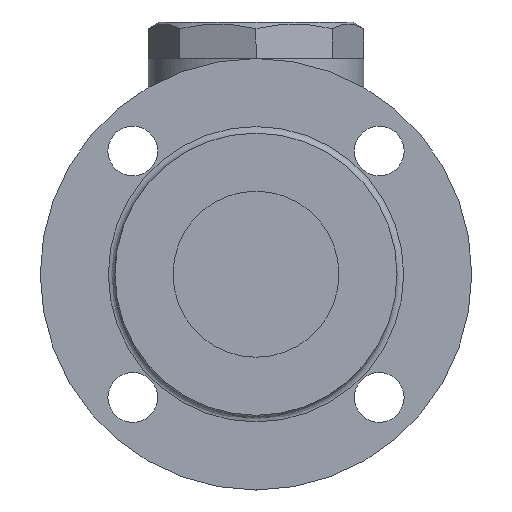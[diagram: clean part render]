
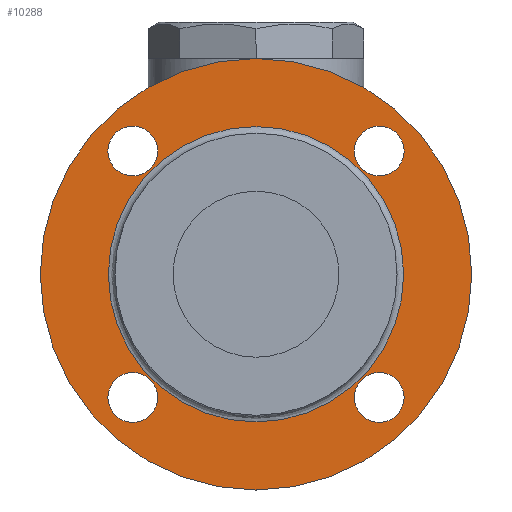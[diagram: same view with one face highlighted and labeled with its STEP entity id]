
A CAD part, left-side view. The second image highlights one B-rep face of the part: STEP entity #10288.
In plain terms, the highlighted planar face has unit normal (-1, 0, 0).
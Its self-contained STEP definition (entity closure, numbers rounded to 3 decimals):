
#10142=CARTESIAN_POINT('',(-98.,0.,65.));
#10143=VERTEX_POINT('',#10142);
#10144=CARTESIAN_POINT('',(-98.0,0.0,0.));
#10145=DIRECTION('',(1.0,0.0,0.0));
#10146=DIRECTION('',(0.0,0.0,-1.0));
#10147=AXIS2_PLACEMENT_3D('',#10144,#10145,#10146);
#10148=CIRCLE('',#10147,65.0);
#10149=EDGE_CURVE('',#10143,#10143,#10148,.T.);
#10210=CARTESIAN_POINT('',(-98.,0.,44.5));
#10211=VERTEX_POINT('',#10210);
#10212=CARTESIAN_POINT('',(-98.0,0.0,0.));
#10213=DIRECTION('',(-1.0,0.0,0.0));
#10214=DIRECTION('',(0.0,0.0,-1.0));
#10215=AXIS2_PLACEMENT_3D('',#10212,#10213,#10214);
#10216=CIRCLE('',#10215,44.5);
#10217=EDGE_CURVE('',#10211,#10211,#10216,.T.);
#10233=CARTESIAN_POINT('',(-98.0,0.0,0.));
#10234=DIRECTION('',(1.0,0.0,0.0));
#10235=DIRECTION('',(0.0,0.0,-1.0));
#10236=AXIS2_PLACEMENT_3D('',#10233,#10234,#10235);
#10237=PLANE('',#10236);
#10238=ORIENTED_EDGE('',*,*,#10149,.F.);
#10239=EDGE_LOOP('',(#10238));
#10240=FACE_OUTER_BOUND('',#10239,.T.);
#10241=CARTESIAN_POINT('',(-98.,-37.123,44.623));
#10242=VERTEX_POINT('',#10241);
#10243=CARTESIAN_POINT('',(-98.0,-37.123,37.123));
#10244=DIRECTION('',(1.0,0.0,0.0));
#10245=DIRECTION('',(0.0,0.0,1.0));
#10246=AXIS2_PLACEMENT_3D('',#10243,#10244,#10245);
#10247=CIRCLE('',#10246,7.5);
#10248=EDGE_CURVE('',#10242,#10242,#10247,.T.);
#10249=ORIENTED_EDGE('',*,*,#10248,.T.);
#10250=EDGE_LOOP('',(#10249));
#10251=FACE_BOUND('',#10250,.T.);
#10252=CARTESIAN_POINT('',(-98.,-44.623,-37.123));
#10253=VERTEX_POINT('',#10252);
#10254=CARTESIAN_POINT('',(-98.,-37.123,-37.123));
#10255=DIRECTION('',(1.0,0.0,0.0));
#10256=DIRECTION('',(0.0,-1.0,0.0));
#10257=AXIS2_PLACEMENT_3D('',#10254,#10255,#10256);
#10258=CIRCLE('',#10257,7.5);
#10259=EDGE_CURVE('',#10253,#10253,#10258,.T.);
#10260=ORIENTED_EDGE('',*,*,#10259,.T.);
#10261=EDGE_LOOP('',(#10260));
#10262=FACE_BOUND('',#10261,.T.);
#10263=CARTESIAN_POINT('',(-98.,37.123,-44.623));
#10264=VERTEX_POINT('',#10263);
#10265=CARTESIAN_POINT('',(-98.,37.123,-37.123));
#10266=DIRECTION('',(1.0,0.0,0.0));
#10267=DIRECTION('',(0.0,0.0,-1.0));
#10268=AXIS2_PLACEMENT_3D('',#10265,#10266,#10267);
#10269=CIRCLE('',#10268,7.5);
#10270=EDGE_CURVE('',#10264,#10264,#10269,.T.);
#10271=ORIENTED_EDGE('',*,*,#10270,.T.);
#10272=EDGE_LOOP('',(#10271));
#10273=FACE_BOUND('',#10272,.T.);
#10274=CARTESIAN_POINT('',(-98.0,44.623,37.123));
#10275=VERTEX_POINT('',#10274);
#10276=CARTESIAN_POINT('',(-98.,37.123,37.123));
#10277=DIRECTION('',(1.0,0.0,0.0));
#10278=DIRECTION('',(0.0,1.0,0.0));
#10279=AXIS2_PLACEMENT_3D('',#10276,#10277,#10278);
#10280=CIRCLE('',#10279,7.5);
#10281=EDGE_CURVE('',#10275,#10275,#10280,.T.);
#10282=ORIENTED_EDGE('',*,*,#10281,.T.);
#10283=EDGE_LOOP('',(#10282));
#10284=FACE_BOUND('',#10283,.T.);
#10285=ORIENTED_EDGE('',*,*,#10217,.F.);
#10286=EDGE_LOOP('',(#10285));
#10287=FACE_BOUND('',#10286,.T.);
#10288=ADVANCED_FACE('',(#10240,#10251,#10262,#10273,#10284,#10287),#10237,.F.);
